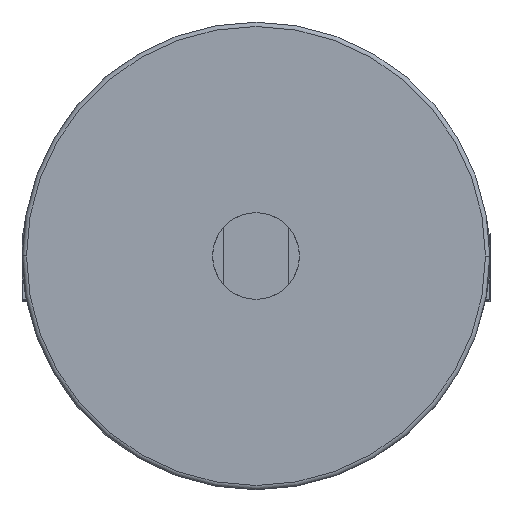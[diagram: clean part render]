
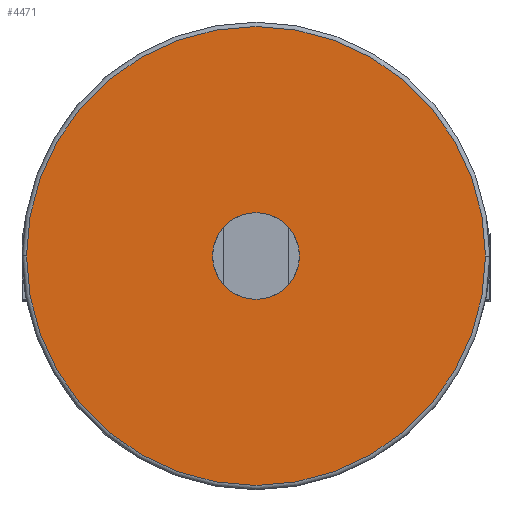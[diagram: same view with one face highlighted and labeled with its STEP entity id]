
A CAD part, left-side view. The second image highlights one B-rep face of the part: STEP entity #4471.
In plain terms, the highlighted planar face has unit normal (-1, 0, 0).
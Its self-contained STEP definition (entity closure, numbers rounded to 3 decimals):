
#65 = AXIS2_PLACEMENT_3D ( 'NONE', #15868, #8610, #1144 ) ;
#209 = CIRCLE ( 'NONE', #65, 53. ) ;
#681 = DIRECTION ( 'NONE',  ( -1., 0., 0. ) ) ;
#1065 = DIRECTION ( 'NONE',  ( -1., 0., 0. ) ) ;
#1144 = DIRECTION ( 'NONE',  ( 0., -1., 0. ) ) ;
#1453 = AXIS2_PLACEMENT_3D ( 'NONE', #9169, #1746, #10419 ) ;
#1746 = DIRECTION ( 'NONE',  ( -1., 0., 0. ) ) ;
#2353 = ORIENTED_EDGE ( 'NONE', *, *, #14353, .F. ) ;
#2370 = VERTEX_POINT ( 'NONE', #12662 ) ;
#2393 = ORIENTED_EDGE ( 'NONE', *, *, #2656, .T. ) ;
#2656 = EDGE_CURVE ( 'NONE', #4199, #6091, #8120, .T. ) ;
#2809 = CIRCLE ( 'NONE', #1453, 10. ) ;
#4073 = CARTESIAN_POINT ( 'NONE',  ( -232.5, -53., 0. ) ) ;
#4122 = PLANE ( 'NONE',  #4370 ) ;
#4199 = VERTEX_POINT ( 'NONE', #4073 ) ;
#4370 = AXIS2_PLACEMENT_3D ( 'NONE', #10290, #12751, #5431 ) ;
#4471 = ADVANCED_FACE ( 'NONE', ( #11818, #12545 ), #4122, .T. ) ;
#4888 = EDGE_LOOP ( 'NONE', ( #2353, #13732 ) ) ;
#5431 = DIRECTION ( 'NONE',  ( 0., -1., 0. ) ) ;
#5556 = VERTEX_POINT ( 'NONE', #11948 ) ;
#5685 = AXIS2_PLACEMENT_3D ( 'NONE', #8141, #681, #9364 ) ;
#6091 = VERTEX_POINT ( 'NONE', #8450 ) ;
#7800 = ORIENTED_EDGE ( 'NONE', *, *, #13920, .T. ) ;
#8104 = EDGE_CURVE ( 'NONE', #2370, #5556, #2809, .T. ) ;
#8120 = CIRCLE ( 'NONE', #11700, 53. ) ;
#8141 = CARTESIAN_POINT ( 'NONE',  ( -232.5, 0., 0. ) ) ;
#8450 = CARTESIAN_POINT ( 'NONE',  ( -232.5, 53., 0. ) ) ;
#8507 = CARTESIAN_POINT ( 'NONE',  ( -232.5, 0., 0. ) ) ;
#8610 = DIRECTION ( 'NONE',  ( -1., 0., 0. ) ) ;
#9169 = CARTESIAN_POINT ( 'NONE',  ( -232.5, 0., 0. ) ) ;
#9364 = DIRECTION ( 'NONE',  ( 0., 0., 1. ) ) ;
#9735 = DIRECTION ( 'NONE',  ( 0., -1., 0. ) ) ;
#10290 = CARTESIAN_POINT ( 'NONE',  ( -232.5, 54., 0. ) ) ;
#10419 = DIRECTION ( 'NONE',  ( 0., 0., 1. ) ) ;
#10871 = EDGE_LOOP ( 'NONE', ( #2393, #7800 ) ) ;
#11700 = AXIS2_PLACEMENT_3D ( 'NONE', #8507, #1065, #9735 ) ;
#11818 = FACE_OUTER_BOUND ( 'NONE', #10871, .T. ) ;
#11948 = CARTESIAN_POINT ( 'NONE',  ( -232.5, 0., -10. ) ) ;
#12545 = FACE_BOUND ( 'NONE', #4888, .T. ) ;
#12662 = CARTESIAN_POINT ( 'NONE',  ( -232.5, 0., 10. ) ) ;
#12751 = DIRECTION ( 'NONE',  ( -1., 0., 0. ) ) ;
#12812 = CIRCLE ( 'NONE', #5685, 10. ) ;
#13732 = ORIENTED_EDGE ( 'NONE', *, *, #8104, .F. ) ;
#13920 = EDGE_CURVE ( 'NONE', #6091, #4199, #209, .T. ) ;
#14353 = EDGE_CURVE ( 'NONE', #5556, #2370, #12812, .T. ) ;
#15868 = CARTESIAN_POINT ( 'NONE',  ( -232.5, 0., 0. ) ) ;
